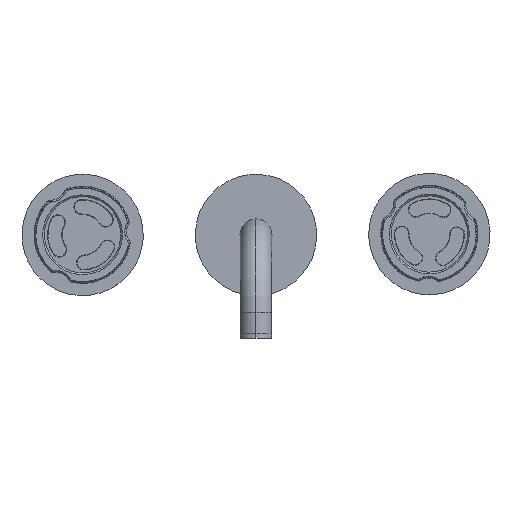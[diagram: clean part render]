
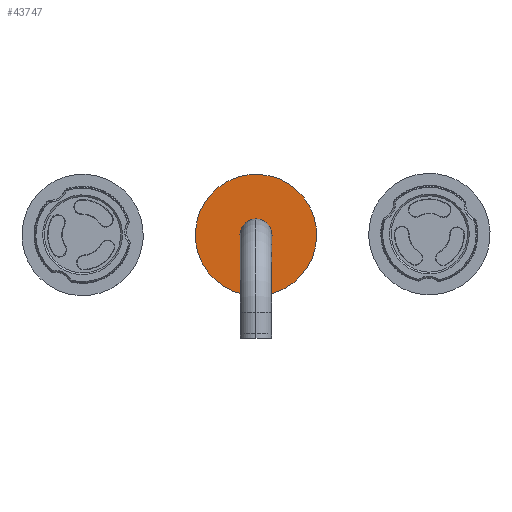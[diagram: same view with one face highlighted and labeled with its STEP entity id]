
A CAD part, top view. The second image highlights one B-rep face of the part: STEP entity #43747.
In plain terms, the highlighted face is planar.
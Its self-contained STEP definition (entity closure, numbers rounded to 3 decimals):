
#1774 = AXIS2_PLACEMENT_3D ( 'NONE', #42188, #41924, #5584 ) ;
#2691 = DIRECTION ( 'NONE',  ( 0., -1., 0. ) ) ;
#5584 = DIRECTION ( 'NONE',  ( 0., 0., 1. ) ) ;
#8082 = DIRECTION ( 'NONE',  ( 0., 1., 0. ) ) ;
#8766 = DIRECTION ( 'NONE',  ( 0., 0., 1. ) ) ;
#9751 = AXIS2_PLACEMENT_3D ( 'NONE', #31870, #2691, #27522 ) ;
#12853 = DIRECTION ( 'NONE',  ( 0., 1., 0. ) ) ;
#13441 = EDGE_CURVE ( 'NONE', #34887, #18139, #26445, .T. ) ;
#13585 = CARTESIAN_POINT ( 'NONE',  ( 0., 0., 9.25 ) ) ;
#13628 = CIRCLE ( 'NONE', #42419, 9.25 ) ;
#17736 = CARTESIAN_POINT ( 'NONE',  ( 0., 0., -9.25 ) ) ;
#18139 = VERTEX_POINT ( 'NONE', #30584 ) ;
#18698 = DIRECTION ( 'NONE',  ( 0., 1., 0. ) ) ;
#19550 = DIRECTION ( 'NONE',  ( 0., 0., 1. ) ) ;
#21069 = PLANE ( 'NONE',  #51358 ) ;
#22545 = ORIENTED_EDGE ( 'NONE', *, *, #41968, .T. ) ;
#22829 = EDGE_LOOP ( 'NONE', ( #24261, #22545 ) ) ;
#24261 = ORIENTED_EDGE ( 'NONE', *, *, #13441, .T. ) ;
#26178 = CIRCLE ( 'NONE', #1774, 35. ) ;
#26445 = CIRCLE ( 'NONE', #9751, 35. ) ;
#27522 = DIRECTION ( 'NONE',  ( 0., 0., 1. ) ) ;
#29233 = FACE_BOUND ( 'NONE', #36677, .T. ) ;
#30584 = CARTESIAN_POINT ( 'NONE',  ( 0., 0., -35. ) ) ;
#31476 = EDGE_CURVE ( 'NONE', #44846, #40490, #33104, .T. ) ;
#31827 = CARTESIAN_POINT ( 'NONE',  ( 0., 0., 0. ) ) ;
#31870 = CARTESIAN_POINT ( 'NONE',  ( 0., 0., 0. ) ) ;
#33104 = CIRCLE ( 'NONE', #38333, 9.25 ) ;
#34639 = CARTESIAN_POINT ( 'NONE',  ( 0., 0., 35. ) ) ;
#34887 = VERTEX_POINT ( 'NONE', #34639 ) ;
#35013 = ORIENTED_EDGE ( 'NONE', *, *, #35874, .T. ) ;
#35874 = EDGE_CURVE ( 'NONE', #40490, #44846, #13628, .T. ) ;
#36677 = EDGE_LOOP ( 'NONE', ( #35013, #48192 ) ) ;
#38333 = AXIS2_PLACEMENT_3D ( 'NONE', #31827, #8082, #19550 ) ;
#40490 = VERTEX_POINT ( 'NONE', #17736 ) ;
#41924 = DIRECTION ( 'NONE',  ( 0., -1., 0. ) ) ;
#41968 = EDGE_CURVE ( 'NONE', #18139, #34887, #26178, .T. ) ;
#42188 = CARTESIAN_POINT ( 'NONE',  ( 0., 0., 0. ) ) ;
#42419 = AXIS2_PLACEMENT_3D ( 'NONE', #47906, #18698, #48167 ) ;
#43747 = ADVANCED_FACE ( 'NONE', ( #29233, #46154 ), #21069, .F. ) ;
#44846 = VERTEX_POINT ( 'NONE', #13585 ) ;
#46154 = FACE_OUTER_BOUND ( 'NONE', #22829, .T. ) ;
#47906 = CARTESIAN_POINT ( 'NONE',  ( 0., 0., 0. ) ) ;
#48167 = DIRECTION ( 'NONE',  ( 0., 0., 1. ) ) ;
#48192 = ORIENTED_EDGE ( 'NONE', *, *, #31476, .T. ) ;
#50210 = CARTESIAN_POINT ( 'NONE',  ( 0., 0., 0. ) ) ;
#51358 = AXIS2_PLACEMENT_3D ( 'NONE', #50210, #12853, #8766 ) ;
